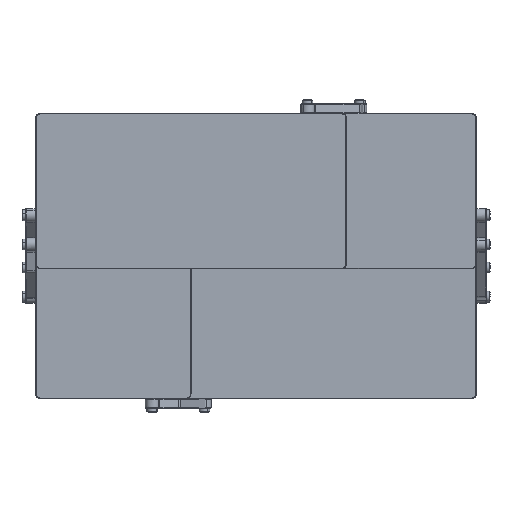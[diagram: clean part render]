
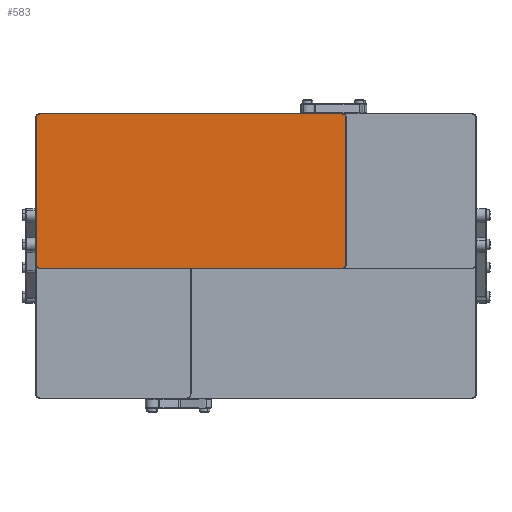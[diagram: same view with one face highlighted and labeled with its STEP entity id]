
A CAD part, front view. The second image highlights one B-rep face of the part: STEP entity #583.
In plain terms, the highlighted free-form (B-spline) face has degree [1, 1] with [2, 2] control points.
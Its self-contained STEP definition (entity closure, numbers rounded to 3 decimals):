
#583 = ADVANCED_FACE('',(#584),#646,.T.);
#584 = FACE_BOUND('',#585,.T.);
#585 = EDGE_LOOP('',(#586,#596,#603,#611,#618,#626,#633,#641));
#586 = ORIENTED_EDGE('',*,*,#587,.T.);
#587 = EDGE_CURVE('',#588,#590,#592,.T.);
#588 = VERTEX_POINT('',#589);
#589 = CARTESIAN_POINT('',(200.242,0.,94.158));
#590 = VERTEX_POINT('',#591);
#591 = CARTESIAN_POINT('',(194.593,0.,99.807));
#592 = ( BOUNDED_CURVE() B_SPLINE_CURVE(2,(#593,#594,#595),
.UNSPECIFIED.,.F.,.F.) B_SPLINE_CURVE_WITH_KNOTS((3,3),(1.571,
3.142),.PIECEWISE_BEZIER_KNOTS.) CURVE() 
GEOMETRIC_REPRESENTATION_ITEM() RATIONAL_B_SPLINE_CURVE((1.,
0.707,1.)) REPRESENTATION_ITEM('') );
#593 = CARTESIAN_POINT('',(200.242,0.,94.158));
#594 = CARTESIAN_POINT('',(200.242,0.,99.807));
#595 = CARTESIAN_POINT('',(194.593,0.,99.807));
#596 = ORIENTED_EDGE('',*,*,#597,.T.);
#597 = EDGE_CURVE('',#590,#598,#600,.T.);
#598 = VERTEX_POINT('',#599);
#599 = CARTESIAN_POINT('',(-194.593,0.,99.807));
#600 = B_SPLINE_CURVE_WITH_KNOTS('',1,(#601,#602),.UNSPECIFIED.,.F.,.F.,
  (2,2),(-310.,0.),.PIECEWISE_BEZIER_KNOTS.);
#601 = CARTESIAN_POINT('',(194.593,0.,99.807));
#602 = CARTESIAN_POINT('',(-194.593,0.,99.807));
#603 = ORIENTED_EDGE('',*,*,#604,.T.);
#604 = EDGE_CURVE('',#598,#605,#607,.T.);
#605 = VERTEX_POINT('',#606);
#606 = CARTESIAN_POINT('',(-200.242,0.,94.158));
#607 = ( BOUNDED_CURVE() B_SPLINE_CURVE(2,(#608,#609,#610),
.UNSPECIFIED.,.F.,.F.) B_SPLINE_CURVE_WITH_KNOTS((3,3),(3.142,
4.712),.PIECEWISE_BEZIER_KNOTS.) CURVE() 
GEOMETRIC_REPRESENTATION_ITEM() RATIONAL_B_SPLINE_CURVE((1.,
0.707,1.)) REPRESENTATION_ITEM('') );
#608 = CARTESIAN_POINT('',(-194.593,0.,99.807));
#609 = CARTESIAN_POINT('',(-200.242,0.,99.807));
#610 = CARTESIAN_POINT('',(-200.242,0.,94.158));
#611 = ORIENTED_EDGE('',*,*,#612,.T.);
#612 = EDGE_CURVE('',#605,#613,#615,.T.);
#613 = VERTEX_POINT('',#614);
#614 = CARTESIAN_POINT('',(-200.242,0.,-94.158));
#615 = B_SPLINE_CURVE_WITH_KNOTS('',1,(#616,#617),.UNSPECIFIED.,.F.,.F.,
  (2,2),(-150.,0.),.PIECEWISE_BEZIER_KNOTS.);
#616 = CARTESIAN_POINT('',(-200.242,0.,94.158));
#617 = CARTESIAN_POINT('',(-200.242,0.,-94.158));
#618 = ORIENTED_EDGE('',*,*,#619,.T.);
#619 = EDGE_CURVE('',#613,#620,#622,.T.);
#620 = VERTEX_POINT('',#621);
#621 = CARTESIAN_POINT('',(-194.593,0.,-99.807));
#622 = ( BOUNDED_CURVE() B_SPLINE_CURVE(2,(#623,#624,#625),
.UNSPECIFIED.,.F.,.F.) B_SPLINE_CURVE_WITH_KNOTS((3,3),(4.712,
6.283),.PIECEWISE_BEZIER_KNOTS.) CURVE() 
GEOMETRIC_REPRESENTATION_ITEM() RATIONAL_B_SPLINE_CURVE((1.,
0.707,1.)) REPRESENTATION_ITEM('') );
#623 = CARTESIAN_POINT('',(-200.242,0.,-94.158));
#624 = CARTESIAN_POINT('',(-200.242,0.,-99.807));
#625 = CARTESIAN_POINT('',(-194.593,0.,-99.807));
#626 = ORIENTED_EDGE('',*,*,#627,.T.);
#627 = EDGE_CURVE('',#620,#628,#630,.T.);
#628 = VERTEX_POINT('',#629);
#629 = CARTESIAN_POINT('',(194.593,0.,-99.807));
#630 = B_SPLINE_CURVE_WITH_KNOTS('',1,(#631,#632),.UNSPECIFIED.,.F.,.F.,
  (2,2),(-310.,0.),.PIECEWISE_BEZIER_KNOTS.);
#631 = CARTESIAN_POINT('',(-194.593,0.,-99.807));
#632 = CARTESIAN_POINT('',(194.593,0.,-99.807));
#633 = ORIENTED_EDGE('',*,*,#634,.T.);
#634 = EDGE_CURVE('',#628,#635,#637,.T.);
#635 = VERTEX_POINT('',#636);
#636 = CARTESIAN_POINT('',(200.242,0.,-94.158));
#637 = ( BOUNDED_CURVE() B_SPLINE_CURVE(2,(#638,#639,#640),
.UNSPECIFIED.,.F.,.F.) B_SPLINE_CURVE_WITH_KNOTS((3,3),(0.,
1.571),.PIECEWISE_BEZIER_KNOTS.) CURVE() 
GEOMETRIC_REPRESENTATION_ITEM() RATIONAL_B_SPLINE_CURVE((1.,
0.707,1.)) REPRESENTATION_ITEM('') );
#638 = CARTESIAN_POINT('',(194.593,0.,-99.807));
#639 = CARTESIAN_POINT('',(200.242,0.,-99.807));
#640 = CARTESIAN_POINT('',(200.242,0.,-94.158));
#641 = ORIENTED_EDGE('',*,*,#642,.T.);
#642 = EDGE_CURVE('',#635,#588,#643,.T.);
#643 = B_SPLINE_CURVE_WITH_KNOTS('',1,(#644,#645),.UNSPECIFIED.,.F.,.F.,
  (2,2),(-150.,0.),.PIECEWISE_BEZIER_KNOTS.);
#644 = CARTESIAN_POINT('',(200.242,0.,-94.158));
#645 = CARTESIAN_POINT('',(200.242,0.,94.158));
#646 = B_SPLINE_SURFACE_WITH_KNOTS('',1,1,(
    (#647,#648)
    ,(#649,#650
    )),.UNSPECIFIED.,.F.,.F.,.F.,(2,2),(2,2),(-4.5,154.5),(-4.5,314.5),
  .PIECEWISE_BEZIER_KNOTS.);
#647 = CARTESIAN_POINT('',(-200.242,0.,99.807));
#648 = CARTESIAN_POINT('',(200.242,0.,99.807));
#649 = CARTESIAN_POINT('',(-200.242,0.,-99.807));
#650 = CARTESIAN_POINT('',(200.242,0.,-99.807));
